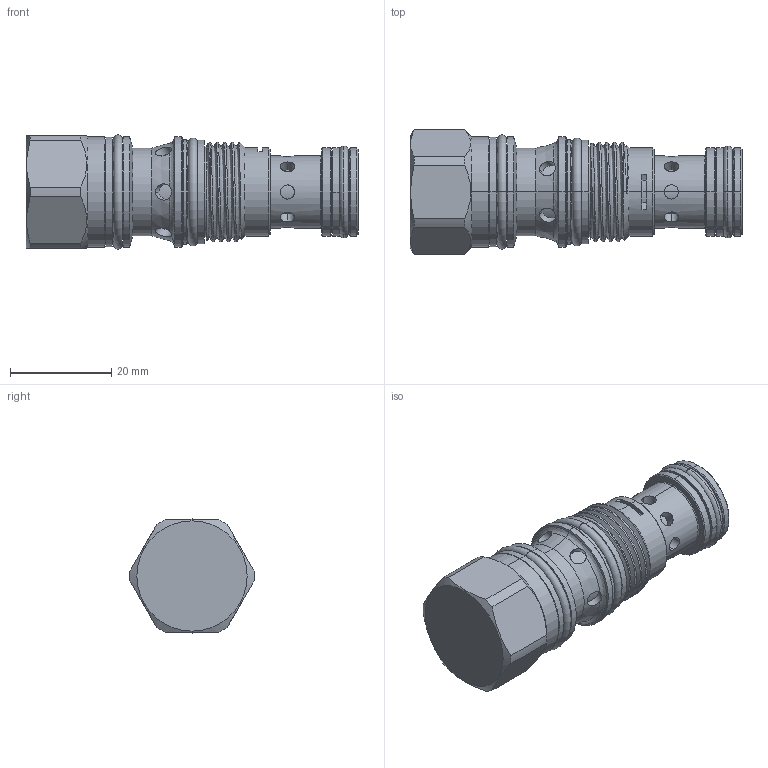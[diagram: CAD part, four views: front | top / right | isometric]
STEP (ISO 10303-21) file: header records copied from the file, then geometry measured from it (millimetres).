
FILE_DESCRIPTION (( 'STEP AP203' ), '1' );
FILE_NAME ('FR11A3F-N.STEP', '2020-04-15T01:10:31', ( '' ), ( '' ), 'SwSTEP 2.0', 'SolidWorks 2018', '' );
FILE_SCHEMA (( 'CONFIG_CONTROL_DESIGN' ));
Length unit declared in the file: millimetre
Products named in the file (1): FR11A3F-N
Bounding box: 65.65 x 24.59 x 22.55 mm (x, y, z)
Volume: 18166 mm3; surface area: 7672.9 mm2
Topology: 3 solids, 3 shells, 184 faces, 424 edges, 264 vertices
Faces by surface type: cylinder 105, cone 32, plane 26, torus 20, bspline 1
Entity records: 8256 total; most frequent: CARTESIAN_POINT 4108, DIRECTION 851, ORIENTED_EDGE 848, EDGE_CURVE 424, AXIS2_PLACEMENT_3D 360, VERTEX_POINT 264, EDGE_LOOP 206, ADVANCED_FACE 184
